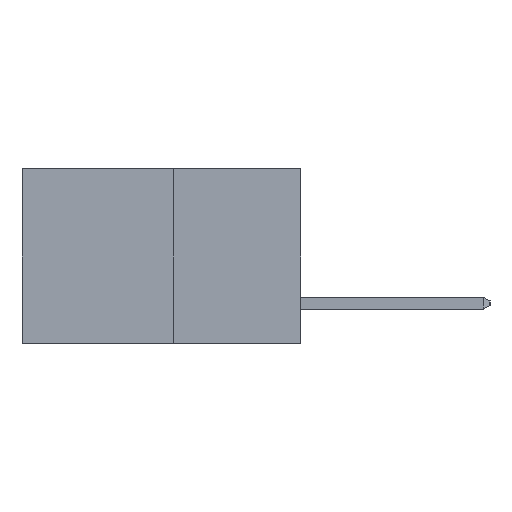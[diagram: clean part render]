
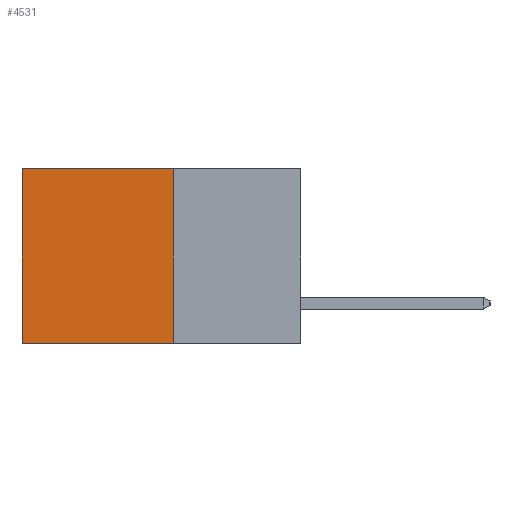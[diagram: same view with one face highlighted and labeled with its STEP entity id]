
A CAD part, left-side view. The second image highlights one B-rep face of the part: STEP entity #4531.
In plain terms, the highlighted planar face has unit normal (-1, 0, 0).
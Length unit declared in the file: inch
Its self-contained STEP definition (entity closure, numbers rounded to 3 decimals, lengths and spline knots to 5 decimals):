
#222 = CARTESIAN_POINT ( 'NONE',  ( 0.277, 0.27, -0.37 ) ) ;
#248 = DIRECTION ( 'NONE',  ( 1., 0., 0. ) ) ;
#452 = LINE ( 'NONE', #222, #2071 ) ;
#708 = AXIS2_PLACEMENT_3D ( 'NONE', #2407, #248, #5719 ) ;
#891 = CARTESIAN_POINT ( 'NONE',  ( 0.277, 0.27, 0. ) ) ;
#993 = LINE ( 'NONE', #5738, #2409 ) ;
#1785 = EDGE_CURVE ( 'NONE', #6553, #4633, #2523, .T. ) ;
#1943 = VERTEX_POINT ( 'NONE', #4482 ) ;
#2021 = ORIENTED_EDGE ( 'NONE', *, *, #7224, .T. ) ;
#2071 = VECTOR ( 'NONE', #4411, 39.37008 ) ;
#2194 = EDGE_CURVE ( 'NONE', #6553, #1943, #452, .T. ) ;
#2407 = CARTESIAN_POINT ( 'NONE',  ( 0.277, 0.27, -0.37 ) ) ;
#2409 = VECTOR ( 'NONE', #5728, 39.37008 ) ;
#2523 = LINE ( 'NONE', #7352, #7060 ) ;
#3185 = VECTOR ( 'NONE', #5353, 39.37008 ) ;
#3623 = ORIENTED_EDGE ( 'NONE', *, *, #2194, .F. ) ;
#3792 = EDGE_LOOP ( 'NONE', ( #2021, #4564, #3623, #7410 ) ) ;
#3894 = EDGE_CURVE ( 'NONE', #1943, #4541, #993, .T. ) ;
#4411 = DIRECTION ( 'NONE',  ( 0., 0., -1. ) ) ;
#4481 = FACE_OUTER_BOUND ( 'NONE', #3792, .T. ) ;
#4482 = CARTESIAN_POINT ( 'NONE',  ( 0.277, 0.27, -0.37 ) ) ;
#4531 = ADVANCED_FACE ( 'NONE', ( #4481 ), #5924, .F. ) ;
#4541 = VERTEX_POINT ( 'NONE', #4606 ) ;
#4564 = ORIENTED_EDGE ( 'NONE', *, *, #3894, .F. ) ;
#4606 = CARTESIAN_POINT ( 'NONE',  ( 0.277, 0.59, -0.37 ) ) ;
#4633 = VERTEX_POINT ( 'NONE', #6958 ) ;
#4752 = CARTESIAN_POINT ( 'NONE',  ( 0.277, 0.59, -0.37 ) ) ;
#5353 = DIRECTION ( 'NONE',  ( 0., 0., -1. ) ) ;
#5719 = DIRECTION ( 'NONE',  ( 0., 0., -1. ) ) ;
#5728 = DIRECTION ( 'NONE',  ( 0., 1., 0. ) ) ;
#5738 = CARTESIAN_POINT ( 'NONE',  ( 0.277, 0.27, -0.37 ) ) ;
#5924 = PLANE ( 'NONE',  #708 ) ;
#6342 = LINE ( 'NONE', #4752, #3185 ) ;
#6553 = VERTEX_POINT ( 'NONE', #891 ) ;
#6958 = CARTESIAN_POINT ( 'NONE',  ( 0.277, 0.59, 0. ) ) ;
#7060 = VECTOR ( 'NONE', #7290, 39.37008 ) ;
#7224 = EDGE_CURVE ( 'NONE', #4633, #4541, #6342, .T. ) ;
#7290 = DIRECTION ( 'NONE',  ( 0., 1., 0. ) ) ;
#7352 = CARTESIAN_POINT ( 'NONE',  ( 0.277, 0.27, 0. ) ) ;
#7410 = ORIENTED_EDGE ( 'NONE', *, *, #1785, .T. ) ;
